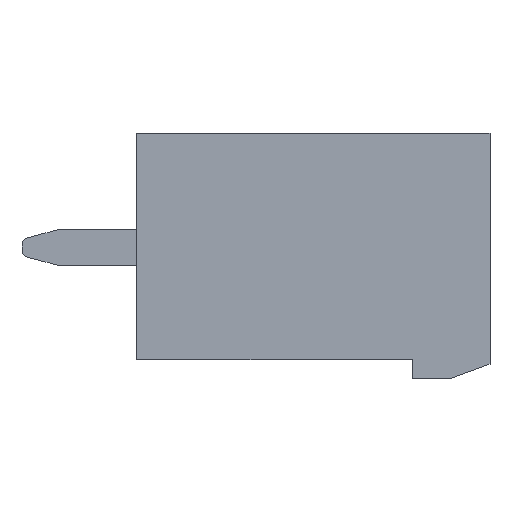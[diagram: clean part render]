
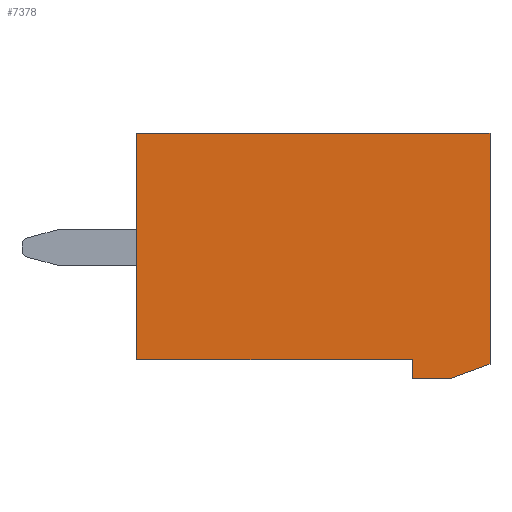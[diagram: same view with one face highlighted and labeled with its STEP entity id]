
A CAD part, front view. The second image highlights one B-rep face of the part: STEP entity #7378.
In plain terms, the highlighted planar face has unit normal (0, -1, 0).
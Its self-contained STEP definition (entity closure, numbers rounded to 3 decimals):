
#176 = CARTESIAN_POINT ( 'NONE',  ( 0., -34.289, 0. ) ) ;
#681 = ORIENTED_EDGE ( 'NONE', *, *, #3369, .F. ) ;
#1083 = VERTEX_POINT ( 'NONE', #1888 ) ;
#1323 = DIRECTION ( 'NONE',  ( 0., 0., 1. ) ) ;
#1497 = VECTOR ( 'NONE', #4355, 1000. ) ;
#1531 = VECTOR ( 'NONE', #12075, 1000. ) ;
#1677 = CARTESIAN_POINT ( 'NONE',  ( 0., -34.289, 6.42 ) ) ;
#1786 = ORIENTED_EDGE ( 'NONE', *, *, #2855, .F. ) ;
#1888 = CARTESIAN_POINT ( 'NONE',  ( 7.8, -34.289, -0.54 ) ) ;
#2262 = CARTESIAN_POINT ( 'NONE',  ( 7.8, -34.289, 0. ) ) ;
#2555 = EDGE_CURVE ( 'NONE', #13028, #13616, #8121, .T. ) ;
#2855 = EDGE_CURVE ( 'NONE', #4595, #1083, #10054, .T. ) ;
#3161 = DIRECTION ( 'NONE',  ( 0., 0., 1. ) ) ;
#3224 = CARTESIAN_POINT ( 'NONE',  ( 8.85, -34.289, -0.54 ) ) ;
#3369 = EDGE_CURVE ( 'NONE', #5945, #14296, #5044, .T. ) ;
#3387 = VECTOR ( 'NONE', #13661, 1000. ) ;
#3630 = FACE_OUTER_BOUND ( 'NONE', #16364, .T. ) ;
#3760 = VECTOR ( 'NONE', #3161, 1000. ) ;
#4097 = CARTESIAN_POINT ( 'NONE',  ( 10., -34.289, 6.42 ) ) ;
#4341 = CARTESIAN_POINT ( 'NONE',  ( 8.85, -34.289, -0.54 ) ) ;
#4355 = DIRECTION ( 'NONE',  ( -0.939, 0., -0.343 ) ) ;
#4584 = EDGE_CURVE ( 'NONE', #1083, #13028, #7257, .T. ) ;
#4595 = VERTEX_POINT ( 'NONE', #3224 ) ;
#4957 = CARTESIAN_POINT ( 'NONE',  ( 7.8, -34.289, 0. ) ) ;
#4968 = ORIENTED_EDGE ( 'NONE', *, *, #2555, .F. ) ;
#5044 = LINE ( 'NONE', #4097, #1531 ) ;
#5530 = DIRECTION ( 'NONE',  ( 0., 0., 1. ) ) ;
#5810 = CARTESIAN_POINT ( 'NONE',  ( 7.8, -34.289, -0.54 ) ) ;
#5945 = VERTEX_POINT ( 'NONE', #11602 ) ;
#6029 = LINE ( 'NONE', #11410, #16285 ) ;
#6722 = VERTEX_POINT ( 'NONE', #1677 ) ;
#7069 = ORIENTED_EDGE ( 'NONE', *, *, #11460, .F. ) ;
#7257 = LINE ( 'NONE', #5810, #3760 ) ;
#7378 = ADVANCED_FACE ( 'NONE', ( #3630 ), #15959, .T. ) ;
#7507 = ORIENTED_EDGE ( 'NONE', *, *, #11616, .F. ) ;
#7906 = CARTESIAN_POINT ( 'NONE',  ( 0., -34.289, 0. ) ) ;
#8121 = LINE ( 'NONE', #2262, #14393 ) ;
#8339 = CARTESIAN_POINT ( 'NONE',  ( 10., -34.289, -0.12 ) ) ;
#8671 = VECTOR ( 'NONE', #5530, 1000. ) ;
#9284 = DIRECTION ( 'NONE',  ( 0., -1., 0. ) ) ;
#10054 = LINE ( 'NONE', #4341, #3387 ) ;
#10237 = DIRECTION ( 'NONE',  ( -1., 0., 0. ) ) ;
#11410 = CARTESIAN_POINT ( 'NONE',  ( 0., -34.289, 6.42 ) ) ;
#11460 = EDGE_CURVE ( 'NONE', #14296, #4595, #15662, .T. ) ;
#11602 = CARTESIAN_POINT ( 'NONE',  ( 10., -34.289, 6.42 ) ) ;
#11611 = AXIS2_PLACEMENT_3D ( 'NONE', #7906, #9284, #1323 ) ;
#11616 = EDGE_CURVE ( 'NONE', #6722, #5945, #6029, .T. ) ;
#11649 = CARTESIAN_POINT ( 'NONE',  ( 0., -34.289, 0. ) ) ;
#12075 = DIRECTION ( 'NONE',  ( 0., 0., -1. ) ) ;
#12730 = DIRECTION ( 'NONE',  ( 1., 0., 0. ) ) ;
#13028 = VERTEX_POINT ( 'NONE', #4957 ) ;
#13238 = EDGE_CURVE ( 'NONE', #13616, #6722, #15798, .T. ) ;
#13616 = VERTEX_POINT ( 'NONE', #11649 ) ;
#13661 = DIRECTION ( 'NONE',  ( -1., 0., 0. ) ) ;
#14296 = VERTEX_POINT ( 'NONE', #14612 ) ;
#14393 = VECTOR ( 'NONE', #10237, 1000. ) ;
#14612 = CARTESIAN_POINT ( 'NONE',  ( 10., -34.289, -0.12 ) ) ;
#14900 = ORIENTED_EDGE ( 'NONE', *, *, #4584, .F. ) ;
#15072 = ORIENTED_EDGE ( 'NONE', *, *, #13238, .F. ) ;
#15662 = LINE ( 'NONE', #8339, #1497 ) ;
#15798 = LINE ( 'NONE', #176, #8671 ) ;
#15959 = PLANE ( 'NONE',  #11611 ) ;
#16285 = VECTOR ( 'NONE', #12730, 1000. ) ;
#16364 = EDGE_LOOP ( 'NONE', ( #681, #7507, #15072, #4968, #14900, #1786, #7069 ) ) ;
